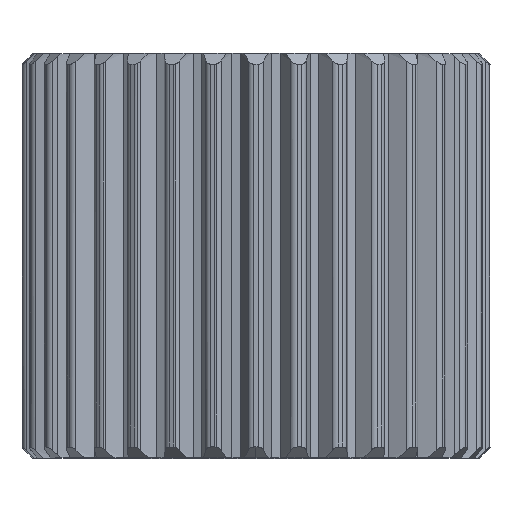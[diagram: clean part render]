
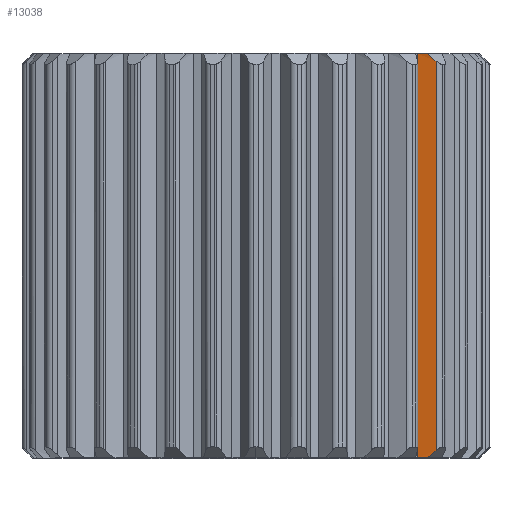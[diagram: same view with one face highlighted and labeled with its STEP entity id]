
A CAD part, top view. The second image highlights one B-rep face of the part: STEP entity #13038.
In plain terms, the highlighted free-form (B-spline) face has degree [2, 1] with [3, 2] control points.
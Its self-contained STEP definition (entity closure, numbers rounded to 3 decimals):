
#5898 = VERTEX_POINT('',#5899);
#5899 = CARTESIAN_POINT('',(18.72,46.9,
    16.4));
#5905 = EDGE_CURVE('',#5906,#5898,#5908,.T.);
#5906 = VERTEX_POINT('',#5907);
#5907 = CARTESIAN_POINT('',(19.89,46.9,
    16.718));
#5908 = ( BOUNDED_CURVE() B_SPLINE_CURVE(2,(#5909,#5910,#5911),
.UNSPECIFIED.,.F.,.F.) B_SPLINE_CURVE_WITH_KNOTS((3,3),(5.761,
5.857),.PIECEWISE_BEZIER_KNOTS.) CURVE() 
GEOMETRIC_REPRESENTATION_ITEM() RATIONAL_B_SPLINE_CURVE((1.,
0.999,1.)) REPRESENTATION_ITEM('') );
#5909 = CARTESIAN_POINT('',(19.89,46.9,
    16.718));
#5910 = CARTESIAN_POINT('',(19.298,46.9,
    16.587));
#5911 = CARTESIAN_POINT('',(18.72,46.9,
    16.4));
#7226 = VERTEX_POINT('',#7227);
#7227 = CARTESIAN_POINT('',(19.89,0.,16.718));
#7233 = EDGE_CURVE('',#7226,#7234,#7236,.T.);
#7234 = VERTEX_POINT('',#7235);
#7235 = CARTESIAN_POINT('',(18.72,0.,16.4));
#7236 = ( BOUNDED_CURVE() B_SPLINE_CURVE(2,(#7237,#7238,#7239),
.UNSPECIFIED.,.F.,.F.) B_SPLINE_CURVE_WITH_KNOTS((3,3),(5.761,
5.857),.PIECEWISE_BEZIER_KNOTS.) CURVE() 
GEOMETRIC_REPRESENTATION_ITEM() RATIONAL_B_SPLINE_CURVE((1.,
0.999,1.)) REPRESENTATION_ITEM('') );
#7237 = CARTESIAN_POINT('',(19.89,0.,16.718));
#7238 = CARTESIAN_POINT('',(19.298,0.,16.587));
#7239 = CARTESIAN_POINT('',(18.72,0.,16.4));
#10540 = VERTEX_POINT('',#10541);
#10541 = CARTESIAN_POINT('',(20.884,0.88,
    16.896));
#10550 = EDGE_CURVE('',#7226,#10540,#10551,.T.);
#10551 = B_SPLINE_CURVE_WITH_KNOTS('',3,(#10552,#10553,#10554,#10555),
  .UNSPECIFIED.,.F.,.F.,(4,4),(0.,0.001),
  .PIECEWISE_BEZIER_KNOTS.);
#10552 = CARTESIAN_POINT('',(19.89,0.,16.718));
#10553 = CARTESIAN_POINT('',(20.216,0.296,
    16.79));
#10554 = CARTESIAN_POINT('',(20.548,0.59,
    16.849));
#10555 = CARTESIAN_POINT('',(20.884,0.88,
    16.896));
#12161 = EDGE_CURVE('',#12162,#5906,#12164,.T.);
#12162 = VERTEX_POINT('',#12163);
#12163 = CARTESIAN_POINT('',(20.884,46.02,
    16.896));
#12164 = B_SPLINE_CURVE_WITH_KNOTS('',3,(#12165,#12166,#12167,#12168),
  .UNSPECIFIED.,.F.,.F.,(4,4),(0.001,0.002),
  .PIECEWISE_BEZIER_KNOTS.);
#12165 = CARTESIAN_POINT('',(20.884,46.02,
    16.896));
#12166 = CARTESIAN_POINT('',(20.548,46.31,
    16.849));
#12167 = CARTESIAN_POINT('',(20.216,46.603,
    16.79));
#12168 = CARTESIAN_POINT('',(19.89,46.9,
    16.718));
#13027 = EDGE_CURVE('',#7234,#5898,#13028,.T.);
#13028 = B_SPLINE_CURVE_WITH_KNOTS('',1,(#13029,#13030),.UNSPECIFIED.,
  .F.,.F.,(2,2),(0.,47.625),.PIECEWISE_BEZIER_KNOTS.);
#13029 = CARTESIAN_POINT('',(18.72,0.,16.4));
#13030 = CARTESIAN_POINT('',(18.72,46.9,
    16.4));
#13038 = ADVANCED_FACE('',(#13039),#13051,.T.);
#13039 = FACE_BOUND('',#13040,.T.);
#13040 = EDGE_LOOP('',(#13041,#13042,#13047,#13048,#13049,#13050));
#13041 = ORIENTED_EDGE('',*,*,#10550,.T.);
#13042 = ORIENTED_EDGE('',*,*,#13043,.T.);
#13043 = EDGE_CURVE('',#10540,#12162,#13044,.T.);
#13044 = B_SPLINE_CURVE_WITH_KNOTS('',1,(#13045,#13046),.UNSPECIFIED.,
  .F.,.F.,(2,2),(0.894,46.731),
  .PIECEWISE_BEZIER_KNOTS.);
#13045 = CARTESIAN_POINT('',(20.884,0.88,
    16.896));
#13046 = CARTESIAN_POINT('',(20.884,46.02,
    16.896));
#13047 = ORIENTED_EDGE('',*,*,#12161,.T.);
#13048 = ORIENTED_EDGE('',*,*,#5905,.T.);
#13049 = ORIENTED_EDGE('',*,*,#13027,.F.);
#13050 = ORIENTED_EDGE('',*,*,#7233,.F.);
#13051 = ( BOUNDED_SURFACE() B_SPLINE_SURFACE(2,1,(
    (#13052,#13053)
    ,(#13054,#13055)
    ,(#13056,#13057
)),.UNSPECIFIED.,.F.,.F.,.F.) B_SPLINE_SURFACE_WITH_KNOTS((3,3),(2,2),(
    5.97,6.146),(0.,47.625),
.PIECEWISE_BEZIER_KNOTS.) GEOMETRIC_REPRESENTATION_ITEM() 
RATIONAL_B_SPLINE_SURFACE((
    (1.,1.)
    ,(0.996,0.996)
,(1.,1.))) REPRESENTATION_ITEM('') SURFACE() );
#13052 = CARTESIAN_POINT('',(18.72,0.,16.4));
#13053 = CARTESIAN_POINT('',(18.72,46.9,
    16.4));
#13054 = CARTESIAN_POINT('',(19.78,0.,16.743));
#13055 = CARTESIAN_POINT('',(19.78,46.9,
    16.743));
#13056 = CARTESIAN_POINT('',(20.884,0.,16.896));
#13057 = CARTESIAN_POINT('',(20.884,46.9,
    16.896));
